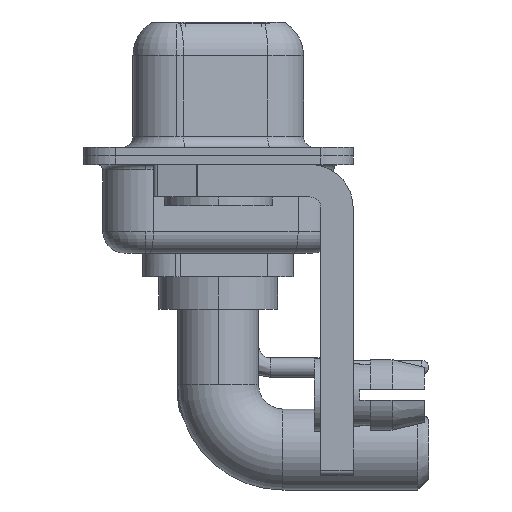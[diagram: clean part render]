
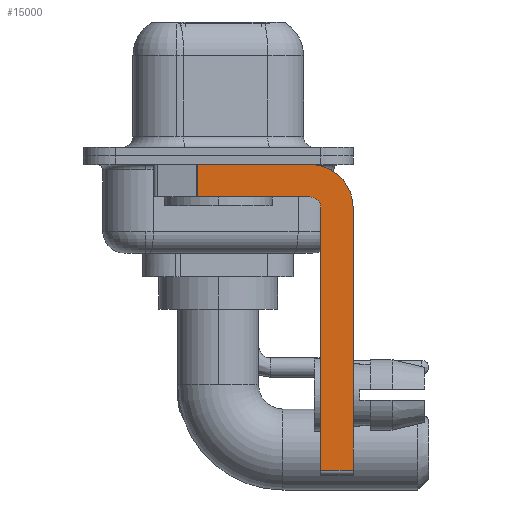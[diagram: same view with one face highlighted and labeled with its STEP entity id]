
A CAD part, left-side view. The second image highlights one B-rep face of the part: STEP entity #15000.
In plain terms, the highlighted planar face has unit normal (-1, 0, 0).
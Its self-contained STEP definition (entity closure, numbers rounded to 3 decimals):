
#162 = VERTEX_POINT ( 'NONE', #939 ) ;
#760 = CARTESIAN_POINT ( 'NONE',  ( -2.9, 3., -0.4 ) ) ;
#855 = CIRCLE ( 'NONE', #5745, 2. ) ;
#939 = CARTESIAN_POINT ( 'NONE',  ( -2.9, 0.978, -1.9 ) ) ;
#1573 = EDGE_CURVE ( 'NONE', #11168, #3843, #5754, .T. ) ;
#1688 = VECTOR ( 'NONE', #9614, 1000. ) ;
#1885 = DIRECTION ( 'NONE',  ( 0., 0., -1. ) ) ;
#2143 = CARTESIAN_POINT ( 'NONE',  ( -2.9, -6.25, -2.4 ) ) ;
#2195 = VECTOR ( 'NONE', #7689, 1000. ) ;
#3232 = CARTESIAN_POINT ( 'NONE',  ( -2.9, -4.25, -1.9 ) ) ;
#3376 = CARTESIAN_POINT ( 'NONE',  ( -2.9, -4.75, -2.4 ) ) ;
#3777 = CARTESIAN_POINT ( 'NONE',  ( -2.9, -4.25, -14.55 ) ) ;
#3779 = DIRECTION ( 'NONE',  ( 1., 0., 0. ) ) ;
#3843 = VERTEX_POINT ( 'NONE', #18275 ) ;
#4657 = FACE_OUTER_BOUND ( 'NONE', #10737, .T. ) ;
#4819 = VECTOR ( 'NONE', #7922, 1000. ) ;
#4902 = EDGE_CURVE ( 'NONE', #14091, #3843, #16735, .T. ) ;
#5745 = AXIS2_PLACEMENT_3D ( 'NONE', #17999, #3779, #1885 ) ;
#5754 = LINE ( 'NONE', #3777, #1688 ) ;
#6511 = LINE ( 'NONE', #760, #4819 ) ;
#6941 = AXIS2_PLACEMENT_3D ( 'NONE', #9934, #16988, #11579 ) ;
#7030 = AXIS2_PLACEMENT_3D ( 'NONE', #22447, #13730, #20568 ) ;
#7263 = CARTESIAN_POINT ( 'NONE',  ( -2.9, 0.978, -1.9 ) ) ;
#7689 = DIRECTION ( 'NONE',  ( 0., 0., -1. ) ) ;
#7703 = ORIENTED_EDGE ( 'NONE', *, *, #13961, .F. ) ;
#7797 = CARTESIAN_POINT ( 'NONE',  ( -2.9, -6.25, -2.4 ) ) ;
#7922 = DIRECTION ( 'NONE',  ( 0., -1., 0. ) ) ;
#7993 = DIRECTION ( 'NONE',  ( 0., 0., 1. ) ) ;
#8087 = CARTESIAN_POINT ( 'NONE',  ( -2.9, -4.25, -0.4 ) ) ;
#9129 = LINE ( 'NONE', #7263, #13212 ) ;
#9614 = DIRECTION ( 'NONE',  ( 0., -1., 0. ) ) ;
#9816 = CARTESIAN_POINT ( 'NONE',  ( -2.9, -4.75, -14.55 ) ) ;
#9934 = CARTESIAN_POINT ( 'NONE',  ( -2.9, -4.25, -2.4 ) ) ;
#10737 = EDGE_LOOP ( 'NONE', ( #17185, #11511, #12200, #16379, #7703, #14863, #11791, #15567 ) ) ;
#11017 = EDGE_CURVE ( 'NONE', #14472, #162, #9129, .T. ) ;
#11168 = VERTEX_POINT ( 'NONE', #9816 ) ;
#11511 = ORIENTED_EDGE ( 'NONE', *, *, #11017, .T. ) ;
#11579 = DIRECTION ( 'NONE',  ( 0., 0., -1. ) ) ;
#11791 = ORIENTED_EDGE ( 'NONE', *, *, #4902, .F. ) ;
#11921 = PLANE ( 'NONE',  #6941 ) ;
#12061 = EDGE_CURVE ( 'NONE', #17325, #14091, #855, .T. ) ;
#12200 = ORIENTED_EDGE ( 'NONE', *, *, #23010, .F. ) ;
#12946 = LINE ( 'NONE', #20476, #22647 ) ;
#13212 = VECTOR ( 'NONE', #16309, 1000. ) ;
#13730 = DIRECTION ( 'NONE',  ( -1., 0., 0. ) ) ;
#13961 = EDGE_CURVE ( 'NONE', #11168, #19185, #12946, .T. ) ;
#14091 = VERTEX_POINT ( 'NONE', #2143 ) ;
#14472 = VERTEX_POINT ( 'NONE', #20224 ) ;
#14832 = VERTEX_POINT ( 'NONE', #19733 ) ;
#14863 = ORIENTED_EDGE ( 'NONE', *, *, #1573, .T. ) ;
#15000 = ADVANCED_FACE ( 'NONE', ( #4657 ), #11921, .F. ) ;
#15567 = ORIENTED_EDGE ( 'NONE', *, *, #12061, .F. ) ;
#15910 = LINE ( 'NONE', #3232, #20622 ) ;
#16309 = DIRECTION ( 'NONE',  ( 0., 0., -1. ) ) ;
#16379 = ORIENTED_EDGE ( 'NONE', *, *, #18626, .F. ) ;
#16735 = LINE ( 'NONE', #7797, #2195 ) ;
#16988 = DIRECTION ( 'NONE',  ( 1., 0., 0. ) ) ;
#17185 = ORIENTED_EDGE ( 'NONE', *, *, #19442, .F. ) ;
#17325 = VERTEX_POINT ( 'NONE', #8087 ) ;
#17999 = CARTESIAN_POINT ( 'NONE',  ( -2.9, -4.25, -2.4 ) ) ;
#18275 = CARTESIAN_POINT ( 'NONE',  ( -2.9, -6.25, -14.55 ) ) ;
#18626 = EDGE_CURVE ( 'NONE', #19185, #14832, #22785, .T. ) ;
#18978 = DIRECTION ( 'NONE',  ( 0., 1., 0. ) ) ;
#19185 = VERTEX_POINT ( 'NONE', #3376 ) ;
#19442 = EDGE_CURVE ( 'NONE', #14472, #17325, #6511, .T. ) ;
#19733 = CARTESIAN_POINT ( 'NONE',  ( -2.9, -4.25, -1.9 ) ) ;
#20224 = CARTESIAN_POINT ( 'NONE',  ( -2.9, 0.978, -0.4 ) ) ;
#20476 = CARTESIAN_POINT ( 'NONE',  ( -2.9, -4.75, -14.8 ) ) ;
#20568 = DIRECTION ( 'NONE',  ( 0., 0., 1. ) ) ;
#20622 = VECTOR ( 'NONE', #18978, 1000. ) ;
#22447 = CARTESIAN_POINT ( 'NONE',  ( -2.9, -4.25, -2.4 ) ) ;
#22647 = VECTOR ( 'NONE', #7993, 1000. ) ;
#22785 = CIRCLE ( 'NONE', #7030, 0.5 ) ;
#23010 = EDGE_CURVE ( 'NONE', #14832, #162, #15910, .T. ) ;
